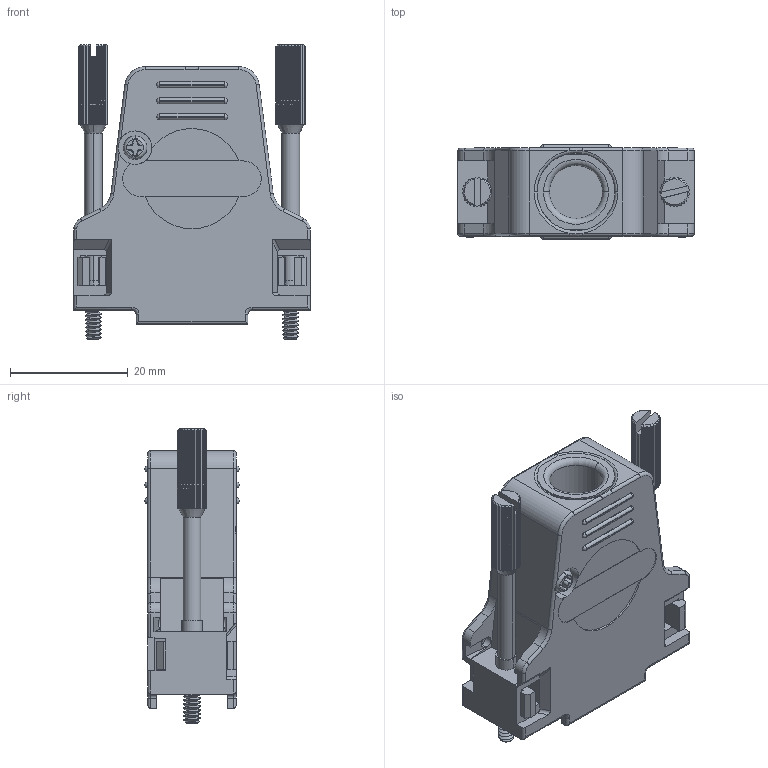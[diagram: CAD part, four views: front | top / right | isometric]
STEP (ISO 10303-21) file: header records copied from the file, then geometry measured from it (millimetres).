
FILE_DESCRIPTION (( 'STEP AP214' ), '1' );
FILE_NAME ('FVD1505-S2SIB0-REF .STEP', '2025-07-17T02:58:49', ( '' ), ( '' ), 'SwSTEP 2.0', 'SolidWorks 2021', '' );
FILE_SCHEMA (( 'AUTOMOTIVE_DESIGN' ));
Length unit declared in the file: millimetre
Products named in the file (1): FVD1505-S2SIB0-REF 
Bounding box: 40.1 x 16 x 50 mm (x, y, z)
Volume: 14498.8 mm3; surface area: 9240.9 mm2
Topology: 1 solids, 1 shells, 822 faces, 2312 edges, 1498 vertices
Faces by surface type: cylinder 412, plane 338, torus 36, cone 24, bspline 12
Entity records: 40461 total; most frequent: CARTESIAN_POINT 10618, ORIENTED_EDGE 4624, DIRECTION 4143, EDGE_CURVE 2312, VERTEX_POINT 1498, AXIS2_PLACEMENT_3D 1458, VECTOR 1227, LINE 1227
